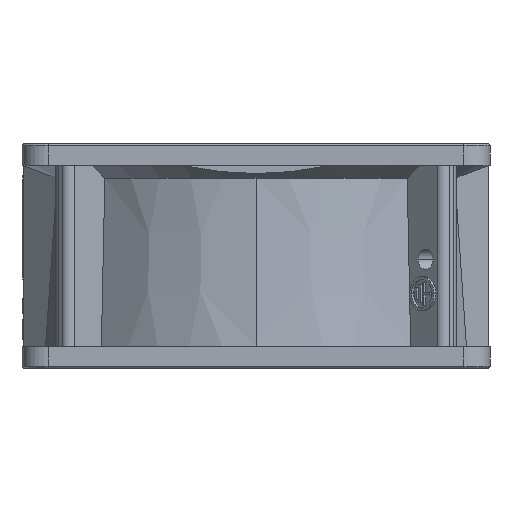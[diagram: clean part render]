
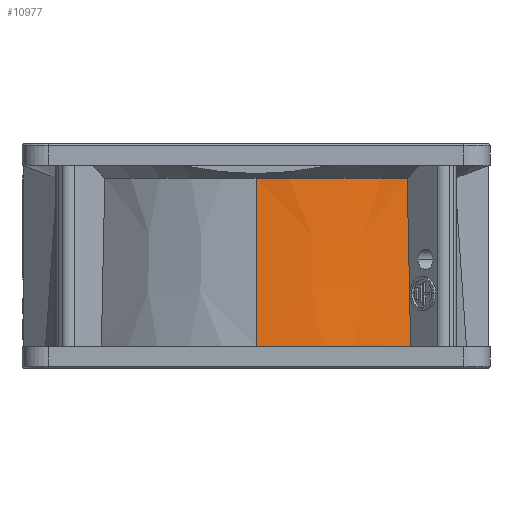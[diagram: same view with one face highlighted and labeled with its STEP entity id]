
A CAD part, left-side view. The second image highlights one B-rep face of the part: STEP entity #10977.
In plain terms, the highlighted conical face has half-angle 1.66 degrees and reference radius 38.981 mm.
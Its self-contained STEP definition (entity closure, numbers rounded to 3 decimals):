
#1121 = AXIS2_PLACEMENT_3D ( 'NONE', #7187, #3180, #9198 ) ;
#1639 = EDGE_CURVE ( 'NONE', #10218, #8051, #8906, .T. ) ;
#3180 = DIRECTION ( 'NONE',  ( 0., 0., -1. ) ) ;
#3280 = DIRECTION ( 'NONE',  ( -1., 0., 0. ) ) ;
#3751 = ORIENTED_EDGE ( 'NONE', *, *, #1639, .T. ) ;
#4326 = EDGE_CURVE ( 'NONE', #8051, #24253, #25725, .T. ) ;
#4731 = DIRECTION ( 'NONE',  ( -0.029, 0., -1. ) ) ;
#5360 = VERTEX_POINT ( 'NONE', #9561 ) ;
#5450 = DIRECTION ( 'NONE',  ( 0., 0., -1. ) ) ;
#5896 = CARTESIAN_POINT ( 'NONE',  ( 13.555, 16.384, -20.218 ) ) ;
#6703 = CIRCLE ( 'NONE', #1121, 38.564 ) ;
#7187 = CARTESIAN_POINT ( 'NONE',  ( 42.493, 42.494, -6.001 ) ) ;
#7657 = CARTESIAN_POINT ( 'NONE',  ( 13.257, 16.085, -34.743 ) ) ;
#8051 = VERTEX_POINT ( 'NONE', #14139 ) ;
#8550 = FACE_OUTER_BOUND ( 'NONE', #11192, .T. ) ;
#8805 = ORIENTED_EDGE ( 'NONE', *, *, #22548, .T. ) ;
#8906 = LINE ( 'NONE', #10840, #14890 ) ;
#9198 = DIRECTION ( 'NONE',  ( -0.743, -0.669, 0. ) ) ;
#9561 = CARTESIAN_POINT ( 'NONE',  ( 13.847, 16.675, -6.001 ) ) ;
#10218 = VERTEX_POINT ( 'NONE', #20155 ) ;
#10840 = CARTESIAN_POINT ( 'NONE',  ( 3.513, 42.494, -20.372 ) ) ;
#10977 = ADVANCED_FACE ( 'NONE', ( #8550 ), #19871, .T. ) ;
#11192 = EDGE_LOOP ( 'NONE', ( #8805, #3751, #11236, #20339 ) ) ;
#11236 = ORIENTED_EDGE ( 'NONE', *, *, #4326, .T. ) ;
#11351 = AXIS2_PLACEMENT_3D ( 'NONE', #21243, #5450, #3280 ) ;
#13037 = EDGE_CURVE ( 'NONE', #24253, #5360, #22614, .T. ) ;
#13087 = CARTESIAN_POINT ( 'NONE',  ( 42.493, 42.494, -34.743 ) ) ;
#14139 = CARTESIAN_POINT ( 'NONE',  ( 3.096, 42.494, -34.743 ) ) ;
#14749 = DIRECTION ( 'NONE',  ( 0., 0., 1. ) ) ;
#14890 = VECTOR ( 'NONE', #4731, 1000. ) ;
#15651 = CARTESIAN_POINT ( 'NONE',  ( 13.257, 16.085, -34.743 ) ) ;
#16938 = DIRECTION ( 'NONE',  ( -0.742, 0.67, 0. ) ) ;
#17649 = CARTESIAN_POINT ( 'NONE',  ( 13.847, 16.675, -6.001 ) ) ;
#19647 = AXIS2_PLACEMENT_3D ( 'NONE', #13087, #14749, #16938 ) ;
#19871 = CONICAL_SURFACE ( 'NONE', #11351, 38.981, 0.029 ) ;
#20155 = CARTESIAN_POINT ( 'NONE',  ( 3.929, 42.494, -6.001 ) ) ;
#20339 = ORIENTED_EDGE ( 'NONE', *, *, #13037, .T. ) ;
#21243 = CARTESIAN_POINT ( 'NONE',  ( 42.493, 42.494, -20.372 ) ) ;
#22548 = EDGE_CURVE ( 'NONE', #5360, #10218, #6703, .T. ) ;
#22614 =( BOUNDED_CURVE ( )  B_SPLINE_CURVE ( 2, ( #15651, #5896, #17649 ),
 .UNSPECIFIED., .F., .F. ) 
 B_SPLINE_CURVE_WITH_KNOTS ( ( 3, 3 ),
 ( 0.099, 2.972 ),
 .UNSPECIFIED. ) 
 CURVE ( )  GEOMETRIC_REPRESENTATION_ITEM ( )  RATIONAL_B_SPLINE_CURVE ( ( 1., 1., 1. ) ) 
 REPRESENTATION_ITEM ( '' )  );
#24253 = VERTEX_POINT ( 'NONE', #7657 ) ;
#25725 = CIRCLE ( 'NONE', #19647, 39.397 ) ;
